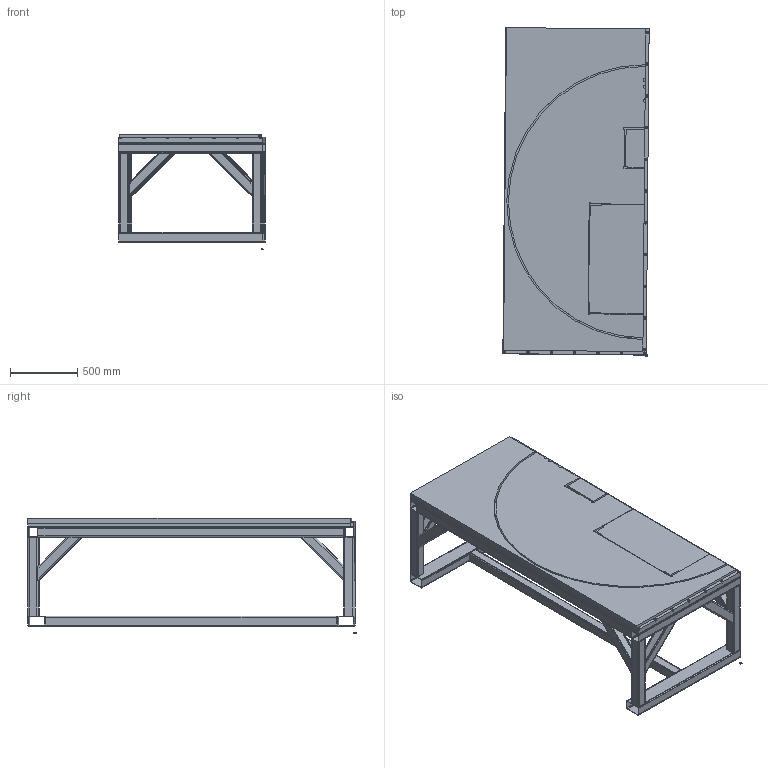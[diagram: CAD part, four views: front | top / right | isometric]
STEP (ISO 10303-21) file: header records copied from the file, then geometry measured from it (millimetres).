
FILE_DESCRIPTION(/* description */ (''),/* implementation_level */ '2;1');
FILE_NAME(/* name */ 'West Table.step',/* time_stamp */ '2024-04-03T08:53:25-07:00',/* author */ (''),/* organization */ (''),/* preprocessor_version */ 'ST-DEVELOPER v20',/* originating_system */ 'Autodesk Translation Framework v12.20.1.177',/* authorisation */ '');
FILE_SCHEMA (('AUTOMOTIVE_DESIGN { 1 0 10303 214 3 1 1 }'));
Length unit declared in the file: inch
Products named in the file (28): Wall cutouts; West Table; Table steel weld; 3x3 stock (2) (1) (2); 3x3 stock (2) (1) (5); 3x3 stock (2) (1) (6); 3x3 stock (2) (1) (7); 3x3 stock (2) (1) (8); 3x3 stock (2) (1) (9); 5x3 stock (2); 5x3 stock (2)(Mirror); 3x3 stock (2) (1) (3) (1); 3x3 stock (2) (1) (3) (2); 3x3 stock (2) (1) (3); 3x3 stock (2) (1) (3) (3); 3x3 stock (2) (1) (3) (4); 3x3 stock (2) (1) (3) (3)(Mirror); 3x3 stock (2) (1) (3) (4)(Mirror); 3x3 stock (2) (1) (3)(Mirror); 3x3 stock (2) (1) (3) (2)(Mirror); 92148A210_18-8 Stainless Steel Split Lock Washer; Steel top right; Sacrificial edge; MDF top right; West Cut; Rear Wall West; Wall Panel v14 (1); Flat Panel (2)
Assembly tree (27 placements, depth 6):
  Wall cutouts
    West Table
      Table steel weld
        3x3 stock (2) (1) (2)
        3x3 stock (2) (1) (5)
        3x3 stock (2) (1) (6)
        3x3 stock (2) (1) (7)
        3x3 stock (2) (1) (8)
        3x3 stock (2) (1) (9)
        5x3 stock (2)
        5x3 stock (2)(Mirror)
        3x3 stock (2) (1) (3) (1)
        3x3 stock (2) (1) (3) (2)
        3x3 stock (2) (1) (3)
        3x3 stock (2) (1) (3) (3)
        3x3 stock (2) (1) (3) (4)
        3x3 stock (2) (1) (3) (3)(Mirror)
        3x3 stock (2) (1) (3) (4)(Mirror)
        3x3 stock (2) (1) (3)(Mirror)
        3x3 stock (2) (1) (3) (2)(Mirror)
        92148A210_18-8 Stainless Steel Split Lock Washer
      Steel top right
      Sacrificial edge
      MDF top right
      West Cut
        Rear Wall West
          Wall Panel v14 (1)
            Flat Panel (2)
Bounding box: 1088.13 x 2444.06 x 856.02 mm (x, y, z)
Volume: 182565748.6 mm3; surface area: 25961847.6 mm2
Topology: 32 solids, 32 shells, 632 faces, 1614 edges, 1076 vertices
Faces by surface type: plane 329, cylinder 296, bspline 7
Full cylindrical faces by diameter (mm): 6.78 x30, 9 x18, 9.525 x12, 18 x18, 25 x12
Entity records: 23769 total; most frequent: CARTESIAN_POINT 6769, DIRECTION 3546, ORIENTED_EDGE 3228, EDGE_CURVE 1614, AXIS2_PLACEMENT_3D 1270, VERTEX_POINT 1076, LINE 1006, VECTOR 1006
